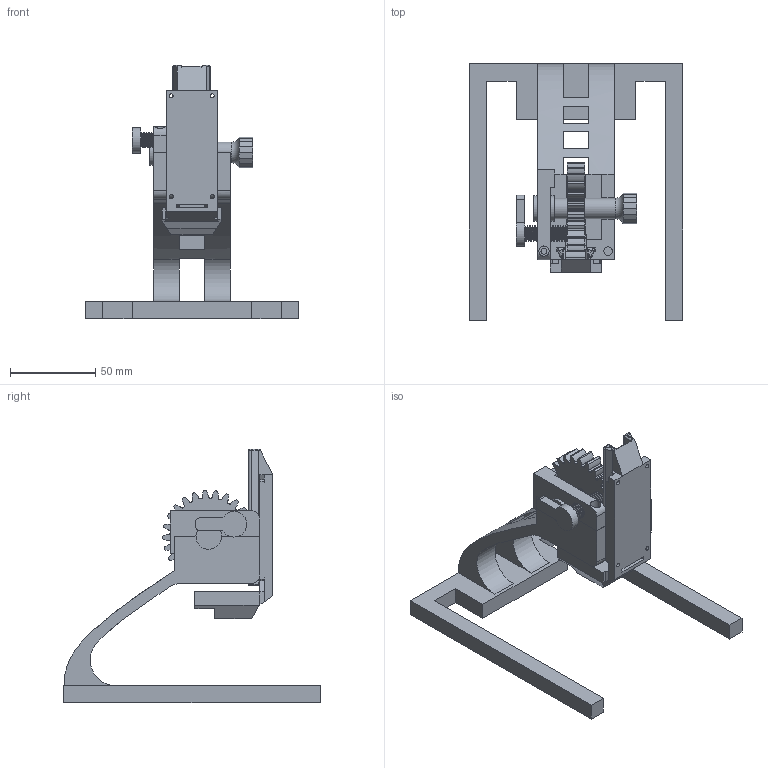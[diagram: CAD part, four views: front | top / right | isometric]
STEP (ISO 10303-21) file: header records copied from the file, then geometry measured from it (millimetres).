
FILE_DESCRIPTION(/* description */ ('STEP AP242','CAx-IF Rec.Pracs.---Representation and Presentation of Product Manufacturing Information (PMI)---4.0---2014-10-13','CAx-IF Rec.Pracs.---3D Tessellated Geometry---0.4---2014-09-14','2;1'),/* implementation_level */ '2;1');
FILE_NAME(/* name */ '677abd5bcbf49753980b0e67',/* time_stamp */ '2025-01-05T17:11:55Z',/* author */ (''),/* organization */ (''),/* preprocessor_version */ 'ST-DEVELOPER v20',/* originating_system */ 'ONSHAPE BY PTC INC, 1.191',/* authorisation */ ' ');
FILE_SCHEMA (('AP242_MANAGED_MODEL_BASED_3D_ENGINEERING_MIM_LF { 1 0 10303 442 1 1 4 }'));
Length unit declared in the file: metre
Products named in the file (7): Digital Microscope; Part 1; Spur gear (25 teeth)
Assembly tree (6 placements, depth 2):
  Digital Microscope
    Part 1
    Part 1
    Part 1
    Part 1
    Part 1
    Spur gear (25 teeth)
Bounding box: 125 x 150 x 148.62 mm (x, y, z)
Volume: 177575 mm3; surface area: 70333 mm2
Topology: 6 solids, 6 shells, 525 faces, 1496 edges, 978 vertices
Faces by surface type: plane 222, cylinder 201, bspline 90, sphere 8, cone 2, torus 2
Full cylindrical faces by diameter (mm): 2.05 x4, 2.4 x4, 3.175 x2, 3.5 x1, 5 x2, 6 x1, 12 x3, 15 x2
Entity records: 26227 total; most frequent: CARTESIAN_POINT 12914, ORIENTED_EDGE 2922, DIRECTION 2504, EDGE_CURVE 1461, VERTEX_POINT 971, AXIS2_PLACEMENT_3D 851, LINE 802, VECTOR 802
